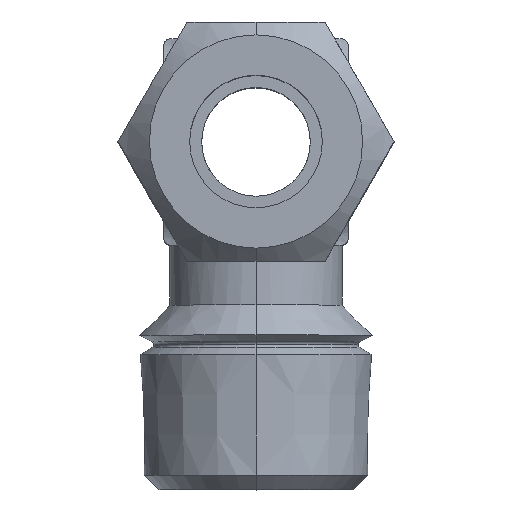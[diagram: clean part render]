
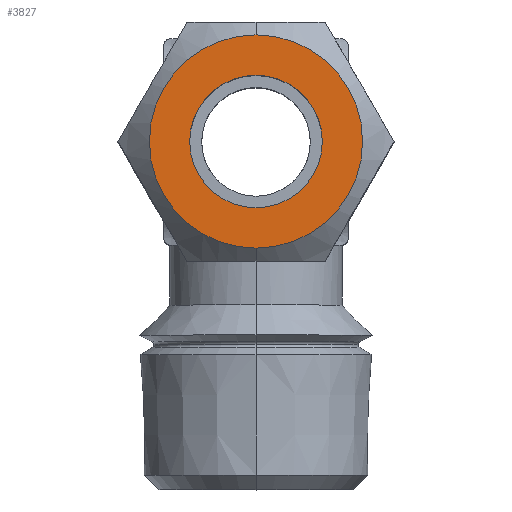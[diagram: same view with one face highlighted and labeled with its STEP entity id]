
A CAD part, top view. The second image highlights one B-rep face of the part: STEP entity #3827.
In plain terms, the highlighted face is planar.
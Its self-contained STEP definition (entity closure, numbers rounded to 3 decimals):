
#275 = VERTEX_POINT ( 'NONE', #1671 ) ;
#276 = VERTEX_POINT ( 'NONE', #1664 ) ;
#278 = EDGE_CURVE ( 'NONE', #275, #276, #1663, .T. ) ;
#281 = EDGE_CURVE ( 'NONE', #284, #282, #1776, .T. ) ;
#282 = VERTEX_POINT ( 'NONE', #1777 ) ;
#284 = VERTEX_POINT ( 'NONE', #1773 ) ;
#1662 = AXIS2_PLACEMENT_3D ( 'NONE', #1682, #1681, #1680 ) ;
#1663 = CIRCLE ( 'NONE', #1662, 9.812 ) ;
#1664 = CARTESIAN_POINT ( 'NONE',  ( 0., 9.812, -21.5 ) ) ;
#1671 = CARTESIAN_POINT ( 'NONE',  ( 0., -9.812, -21.5 ) ) ;
#1680 = DIRECTION ( 'NONE',  ( 0., -1., 0. ) ) ;
#1681 = DIRECTION ( 'NONE',  ( 0., 0., 1. ) ) ;
#1682 = CARTESIAN_POINT ( 'NONE',  ( 0., 0., -21.5 ) ) ;
#1725 = CARTESIAN_POINT ( 'NONE',  ( 0., 0., -21.5 ) ) ;
#1743 = DIRECTION ( 'NONE',  ( 0., -1., 0. ) ) ;
#1766 = DIRECTION ( 'NONE',  ( 0., 0., 1. ) ) ;
#1773 = CARTESIAN_POINT ( 'NONE',  ( 0., 6.1, -21.5 ) ) ;
#1775 = AXIS2_PLACEMENT_3D ( 'NONE', #1725, #1766, #1743 ) ;
#1776 = CIRCLE ( 'NONE', #1775, 6.1 ) ;
#1777 = CARTESIAN_POINT ( 'NONE',  ( 0., -6.1, -21.5 ) ) ;
#2237 = DIRECTION ( 'NONE',  ( 0., 0., 1. ) ) ;
#2242 = DIRECTION ( 'NONE',  ( 0., -1., 0. ) ) ;
#2244 = DIRECTION ( 'NONE',  ( 0., 0., 1. ) ) ;
#2245 = CARTESIAN_POINT ( 'NONE',  ( 0., 0., -21.5 ) ) ;
#2284 = AXIS2_PLACEMENT_3D ( 'NONE', #2245, #2244, #2242 ) ;
#2286 = CIRCLE ( 'NONE', #2284, 6.1 ) ;
#2329 = DIRECTION ( 'NONE',  ( 0., -1., 0. ) ) ;
#2330 = AXIS2_PLACEMENT_3D ( 'NONE', #2334, #2237, #2329 ) ;
#2334 = CARTESIAN_POINT ( 'NONE',  ( 0., 0., -21.5 ) ) ;
#2336 = CIRCLE ( 'NONE', #2330, 9.812 ) ;
#3281 = FACE_OUTER_BOUND ( 'NONE', #3805, .T. ) ;
#3283 = DIRECTION ( 'NONE',  ( 0., -1., 0. ) ) ;
#3284 = DIRECTION ( 'NONE',  ( 0., 0., 1. ) ) ;
#3285 = CARTESIAN_POINT ( 'NONE',  ( 0., 12.702, -21.5 ) ) ;
#3286 = AXIS2_PLACEMENT_3D ( 'NONE', #3285, #3284, #3283 ) ;
#3287 = PLANE ( 'NONE',  #3286 ) ;
#3293 = FACE_BOUND ( 'NONE', #3743, .T. ) ;
#3733 = ORIENTED_EDGE ( 'NONE', *, *, #278, .F. ) ;
#3743 = EDGE_LOOP ( 'NONE', ( #3754, #3831 ) ) ;
#3754 = ORIENTED_EDGE ( 'NONE', *, *, #3786, .T. ) ;
#3786 = EDGE_CURVE ( 'NONE', #282, #284, #2286, .T. ) ;
#3799 = ORIENTED_EDGE ( 'NONE', *, *, #3803, .F. ) ;
#3803 = EDGE_CURVE ( 'NONE', #276, #275, #2336, .T. ) ;
#3805 = EDGE_LOOP ( 'NONE', ( #3733, #3799 ) ) ;
#3827 = ADVANCED_FACE ( 'NONE', ( #3293, #3281 ), #3287, .F. ) ;
#3831 = ORIENTED_EDGE ( 'NONE', *, *, #281, .T. ) ;
